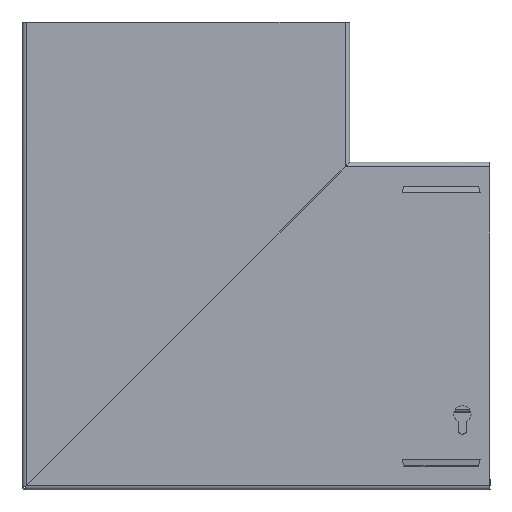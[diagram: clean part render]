
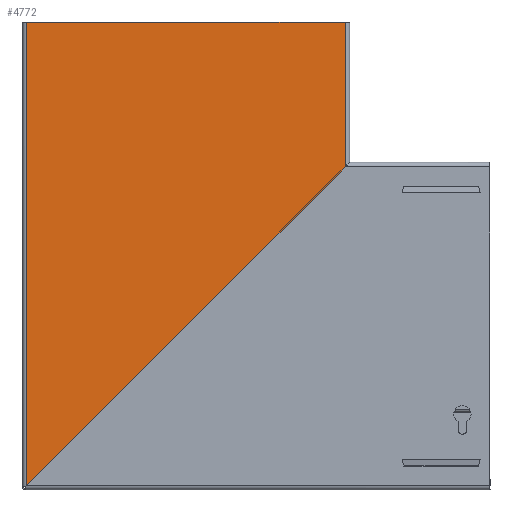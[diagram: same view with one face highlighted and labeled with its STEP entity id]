
A CAD part, left-side view. The second image highlights one B-rep face of the part: STEP entity #4772.
In plain terms, the highlighted planar face has unit normal (-1, 0, 0).
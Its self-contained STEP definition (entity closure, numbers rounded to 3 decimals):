
#476 = VECTOR ( 'NONE', #8426, 1000. ) ;
#505 = LINE ( 'NONE', #5171, #476 ) ;
#635 = VERTEX_POINT ( 'NONE', #2500 ) ;
#1372 = DIRECTION ( 'NONE',  ( 0., 1., 0. ) ) ;
#2500 = CARTESIAN_POINT ( 'NONE',  ( 0., -117., 298.9 ) ) ;
#2787 = ORIENTED_EDGE ( 'NONE', *, *, #8985, .T. ) ;
#2819 = VERTEX_POINT ( 'NONE', #8869 ) ;
#3373 = AXIS2_PLACEMENT_3D ( 'NONE', #4684, #6807, #5176 ) ;
#3817 = FACE_OUTER_BOUND ( 'NONE', #8915, .T. ) ;
#4684 = CARTESIAN_POINT ( 'NONE',  ( 0., -117., 298.9 ) ) ;
#4772 = ADVANCED_FACE ( 'NONE', ( #3817 ), #8226, .T. ) ;
#4932 = ORIENTED_EDGE ( 'NONE', *, *, #8754, .F. ) ;
#5086 = CARTESIAN_POINT ( 'NONE',  ( 0., -117., 298.9 ) ) ;
#5171 = CARTESIAN_POINT ( 'NONE',  ( 0., 87., 298.9 ) ) ;
#5176 = DIRECTION ( 'NONE',  ( 0., 0., 1. ) ) ;
#5372 = VERTEX_POINT ( 'NONE', #5934 ) ;
#5934 = CARTESIAN_POINT ( 'NONE',  ( 0., -117., 206.001 ) ) ;
#5987 = ORIENTED_EDGE ( 'NONE', *, *, #9793, .F. ) ;
#6116 = CARTESIAN_POINT ( 'NONE',  ( 0., 87., 2.001 ) ) ;
#6684 = CARTESIAN_POINT ( 'NONE',  ( 0., -163.45, 252.45 ) ) ;
#6807 = DIRECTION ( 'NONE',  ( -1., 0., 0. ) ) ;
#6987 = VECTOR ( 'NONE', #7601, 1000. ) ;
#7544 = DIRECTION ( 'NONE',  ( 0., 0.707, -0.707 ) ) ;
#7601 = DIRECTION ( 'NONE',  ( 0., 0., -1. ) ) ;
#7865 = EDGE_CURVE ( 'NONE', #2819, #8290, #505, .T. ) ;
#7999 = CARTESIAN_POINT ( 'NONE',  ( 0., -117., 298.9 ) ) ;
#8226 = PLANE ( 'NONE',  #3373 ) ;
#8290 = VERTEX_POINT ( 'NONE', #6116 ) ;
#8426 = DIRECTION ( 'NONE',  ( 0., 0., -1. ) ) ;
#8508 = VECTOR ( 'NONE', #7544, 1000. ) ;
#8653 = VECTOR ( 'NONE', #1372, 1000. ) ;
#8754 = EDGE_CURVE ( 'NONE', #5372, #8290, #9645, .T. ) ;
#8869 = CARTESIAN_POINT ( 'NONE',  ( 0., 87., 298.9 ) ) ;
#8887 = LINE ( 'NONE', #7999, #8653 ) ;
#8915 = EDGE_LOOP ( 'NONE', ( #8934, #4932, #5987, #2787 ) ) ;
#8934 = ORIENTED_EDGE ( 'NONE', *, *, #7865, .T. ) ;
#8985 = EDGE_CURVE ( 'NONE', #635, #2819, #8887, .T. ) ;
#9010 = LINE ( 'NONE', #5086, #6987 ) ;
#9645 = LINE ( 'NONE', #6684, #8508 ) ;
#9793 = EDGE_CURVE ( 'NONE', #635, #5372, #9010, .T. ) ;
